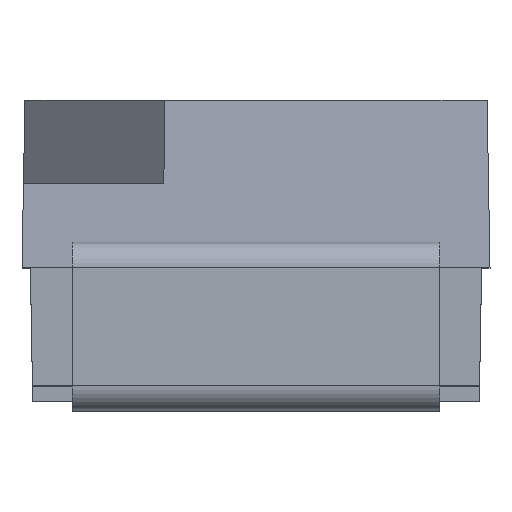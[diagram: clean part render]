
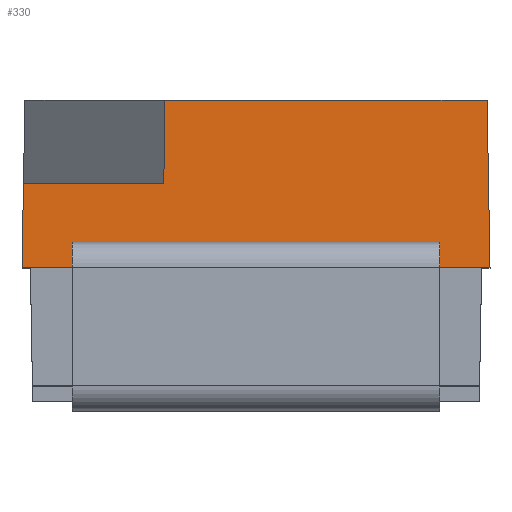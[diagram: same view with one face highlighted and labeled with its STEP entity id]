
A CAD part, top view. The second image highlights one B-rep face of the part: STEP entity #330.
In plain terms, the highlighted planar face has unit normal (0, 0.018, 1).
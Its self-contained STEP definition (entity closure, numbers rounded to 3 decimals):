
#62 = EDGE_CURVE ( 'NONE', #796, #1628, #264, .T. ) ;
#189 = EDGE_CURVE ( 'NONE', #507, #1167, #2453, .T. ) ;
#242 = DIRECTION ( 'NONE',  ( -0.007, -1., 0.017 ) ) ;
#263 = EDGE_CURVE ( 'NONE', #796, #777, #1861, .T. ) ;
#264 = LINE ( 'NONE', #1994, #2302 ) ;
#278 = CARTESIAN_POINT ( 'NONE',  ( -0.547, 1.86, 1.583 ) ) ;
#284 = LINE ( 'NONE', #624, #2323 ) ;
#305 = VECTOR ( 'NONE', #2438, 1000. ) ;
#328 = ORIENTED_EDGE ( 'NONE', *, *, #263, .F. ) ;
#330 = ADVANCED_FACE ( 'NONE', ( #884 ), #2020, .T. ) ;
#338 = VECTOR ( 'NONE', #1137, 1000. ) ;
#359 = DIRECTION ( 'NONE',  ( 1., 0., 0. ) ) ;
#387 = CARTESIAN_POINT ( 'NONE',  ( -0.547, 1.86, 1.583 ) ) ;
#398 = DIRECTION ( 'NONE',  ( 1., 0., 0. ) ) ;
#506 = CARTESIAN_POINT ( 'NONE',  ( -1.4, 0.86, 1.6 ) ) ;
#507 = VERTEX_POINT ( 'NONE', #278 ) ;
#538 = CARTESIAN_POINT ( 'NONE',  ( 1.35, 0.86, 1.6 ) ) ;
#594 = EDGE_CURVE ( 'NONE', #2026, #659, #2346, .T. ) ;
#618 = EDGE_CURVE ( 'NONE', #1628, #2026, #832, .T. ) ;
#624 = CARTESIAN_POINT ( 'NONE',  ( 1.383, 1.86, 1.583 ) ) ;
#649 = AXIS2_PLACEMENT_3D ( 'NONE', #1027, #1630, #828 ) ;
#659 = VERTEX_POINT ( 'NONE', #874 ) ;
#690 = ORIENTED_EDGE ( 'NONE', *, *, #2033, .F. ) ;
#777 = VERTEX_POINT ( 'NONE', #1478 ) ;
#796 = VERTEX_POINT ( 'NONE', #506 ) ;
#827 = DIRECTION ( 'NONE',  ( 0.017, -1., 0.017 ) ) ;
#828 = DIRECTION ( 'NONE',  ( 0., -1., 0.017 ) ) ;
#832 = LINE ( 'NONE', #1454, #2269 ) ;
#859 = LINE ( 'NONE', #2103, #338 ) ;
#874 = CARTESIAN_POINT ( 'NONE',  ( 1.4, 0.86, 1.6 ) ) ;
#884 = FACE_OUTER_BOUND ( 'NONE', #1218, .T. ) ;
#1016 = ORIENTED_EDGE ( 'NONE', *, *, #62, .T. ) ;
#1027 = CARTESIAN_POINT ( 'NONE',  ( 1.4, 0.86, 1.6 ) ) ;
#1035 = DIRECTION ( 'NONE',  ( 0.017, 1., -0.017 ) ) ;
#1059 = CARTESIAN_POINT ( 'NONE',  ( -1.4, 0.86, 1.6 ) ) ;
#1118 = EDGE_CURVE ( 'NONE', #1177, #659, #284, .T. ) ;
#1137 = DIRECTION ( 'NONE',  ( -1., 0., 0. ) ) ;
#1167 = VERTEX_POINT ( 'NONE', #2151 ) ;
#1177 = VERTEX_POINT ( 'NONE', #1180 ) ;
#1180 = CARTESIAN_POINT ( 'NONE',  ( 1.383, 1.86, 1.583 ) ) ;
#1218 = EDGE_LOOP ( 'NONE', ( #1631, #690, #1577, #2231, #328, #1016, #2086, #2261 ) ) ;
#1246 = DIRECTION ( 'NONE',  ( 1., 0., 0. ) ) ;
#1254 = CARTESIAN_POINT ( 'NONE',  ( 1.4, 0.86, 1.6 ) ) ;
#1342 = VECTOR ( 'NONE', #1035, 1000. ) ;
#1454 = CARTESIAN_POINT ( 'NONE',  ( 1.4, 0.86, 1.6 ) ) ;
#1478 = CARTESIAN_POINT ( 'NONE',  ( -1.391, 1.36, 1.591 ) ) ;
#1577 = ORIENTED_EDGE ( 'NONE', *, *, #189, .T. ) ;
#1628 = VERTEX_POINT ( 'NONE', #2096 ) ;
#1630 = DIRECTION ( 'NONE',  ( 0., 0.017, 1. ) ) ;
#1631 = ORIENTED_EDGE ( 'NONE', *, *, #1118, .F. ) ;
#1708 = EDGE_CURVE ( 'NONE', #1167, #777, #859, .T. ) ;
#1743 = LINE ( 'NONE', #2513, #2146 ) ;
#1861 = LINE ( 'NONE', #1059, #1342 ) ;
#1939 = VECTOR ( 'NONE', #242, 1000. ) ;
#1994 = CARTESIAN_POINT ( 'NONE',  ( 1.4, 0.86, 1.6 ) ) ;
#2020 = PLANE ( 'NONE',  #649 ) ;
#2026 = VERTEX_POINT ( 'NONE', #538 ) ;
#2033 = EDGE_CURVE ( 'NONE', #507, #1177, #1743, .T. ) ;
#2086 = ORIENTED_EDGE ( 'NONE', *, *, #618, .T. ) ;
#2096 = CARTESIAN_POINT ( 'NONE',  ( -1.35, 0.86, 1.6 ) ) ;
#2103 = CARTESIAN_POINT ( 'NONE',  ( 1.4, 1.36, 1.591 ) ) ;
#2146 = VECTOR ( 'NONE', #359, 1000. ) ;
#2151 = CARTESIAN_POINT ( 'NONE',  ( -0.551, 1.36, 1.591 ) ) ;
#2231 = ORIENTED_EDGE ( 'NONE', *, *, #1708, .T. ) ;
#2261 = ORIENTED_EDGE ( 'NONE', *, *, #594, .T. ) ;
#2269 = VECTOR ( 'NONE', #1246, 1000. ) ;
#2302 = VECTOR ( 'NONE', #398, 1000. ) ;
#2323 = VECTOR ( 'NONE', #827, 1000. ) ;
#2346 = LINE ( 'NONE', #1254, #305 ) ;
#2438 = DIRECTION ( 'NONE',  ( 1., 0., 0. ) ) ;
#2453 = LINE ( 'NONE', #387, #1939 ) ;
#2513 = CARTESIAN_POINT ( 'NONE',  ( 0., 1.86, 1.583 ) ) ;
